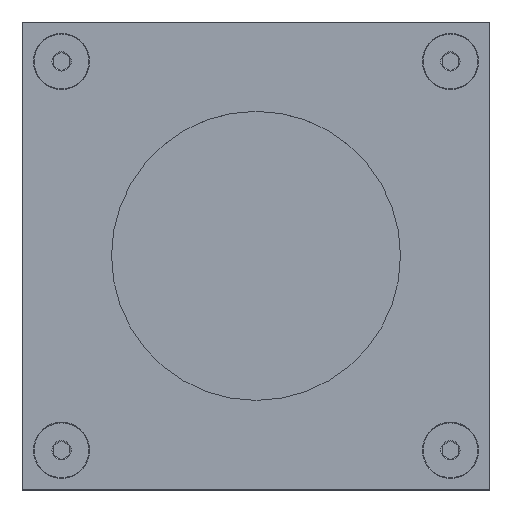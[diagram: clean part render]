
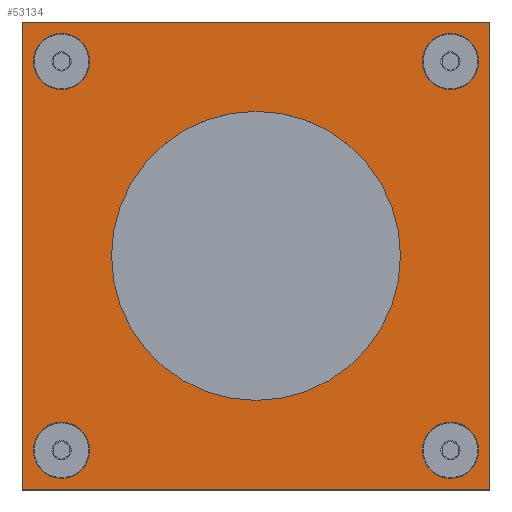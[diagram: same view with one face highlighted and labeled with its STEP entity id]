
A CAD part, top view. The second image highlights one B-rep face of the part: STEP entity #53134.
In plain terms, the highlighted planar face has unit normal (0, 0, 1).
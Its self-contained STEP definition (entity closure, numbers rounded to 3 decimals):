
#113 = CARTESIAN_POINT ( 'NONE',  ( -42.451, 52.603, 121.337 ) ) ;
#223 = VERTEX_POINT ( 'NONE', #49934 ) ;
#1106 = CARTESIAN_POINT ( 'NONE',  ( -105.758, 52.603, 121.337 ) ) ;
#1362 = EDGE_CURVE ( 'NONE', #31807, #26992, #9873, .T. ) ;
#1472 = VECTOR ( 'NONE', #28133, 1000. ) ;
#1551 = CIRCLE ( 'NONE', #45952, 5.347 ) ;
#1718 = EDGE_CURVE ( 'NONE', #40287, #42017, #9814, .T. ) ;
#2039 = DIRECTION ( 'NONE',  ( 1., 0., 0. ) ) ;
#2341 = VERTEX_POINT ( 'NONE', #12177 ) ;
#3049 = CIRCLE ( 'NONE', #11315, 5.347 ) ;
#4386 = CIRCLE ( 'NONE', #24670, 5.347 ) ;
#4812 = EDGE_LOOP ( 'NONE', ( #5930, #30588, #7914, #43271 ) ) ;
#4947 = FACE_OUTER_BOUND ( 'NONE', #4812, .T. ) ;
#5274 = EDGE_CURVE ( 'NONE', #39168, #43809, #40641, .T. ) ;
#5382 = CARTESIAN_POINT ( 'NONE',  ( -118.605, 60.103, 121.337 ) ) ;
#5930 = ORIENTED_EDGE ( 'NONE', *, *, #45089, .T. ) ;
#5976 = CARTESIAN_POINT ( 'NONE',  ( -111.105, -21.397, 121.337 ) ) ;
#6282 = LINE ( 'NONE', #38577, #49217 ) ;
#7130 = DIRECTION ( 'NONE',  ( 1., 0., 0. ) ) ;
#7482 = EDGE_CURVE ( 'NONE', #2341, #44926, #21437, .T. ) ;
#7806 = CARTESIAN_POINT ( 'NONE',  ( -101.605, 15.603, 121.337 ) ) ;
#7914 = ORIENTED_EDGE ( 'NONE', *, *, #53055, .T. ) ;
#9619 = DIRECTION ( 'NONE',  ( 0., 0., 1. ) ) ;
#9656 = DIRECTION ( 'NONE',  ( 1., 0., 0. ) ) ;
#9814 = LINE ( 'NONE', #13360, #17635 ) ;
#9873 = CIRCLE ( 'NONE', #11652, 5.347 ) ;
#10596 = ORIENTED_EDGE ( 'NONE', *, *, #45168, .F. ) ;
#11315 = AXIS2_PLACEMENT_3D ( 'NONE', #41992, #37827, #29985 ) ;
#11652 = AXIS2_PLACEMENT_3D ( 'NONE', #5976, #35804, #19017 ) ;
#11869 = CARTESIAN_POINT ( 'NONE',  ( -42.451, -21.397, 121.337 ) ) ;
#12035 = DIRECTION ( 'NONE',  ( 1., 0., 0. ) ) ;
#12177 = CARTESIAN_POINT ( 'NONE',  ( -31.758, -21.397, 121.337 ) ) ;
#12548 = DIRECTION ( 'NONE',  ( 1., 0., 0. ) ) ;
#12659 = CIRCLE ( 'NONE', #38010, 27.5 ) ;
#12728 = ORIENTED_EDGE ( 'NONE', *, *, #20476, .F. ) ;
#13360 = CARTESIAN_POINT ( 'NONE',  ( -118.605, 60.103, 121.337 ) ) ;
#13367 = AXIS2_PLACEMENT_3D ( 'NONE', #46258, #45897, #12548 ) ;
#13697 = CIRCLE ( 'NONE', #36091, 5.347 ) ;
#13847 = EDGE_LOOP ( 'NONE', ( #26993, #39533 ) ) ;
#15422 = CARTESIAN_POINT ( 'NONE',  ( -74.105, 15.603, 121.337 ) ) ;
#17024 = DIRECTION ( 'NONE',  ( 0., 0., 1. ) ) ;
#17635 = VECTOR ( 'NONE', #26115, 1000. ) ;
#18344 = DIRECTION ( 'NONE',  ( 0., 1., 0. ) ) ;
#18716 = CARTESIAN_POINT ( 'NONE',  ( -31.758, 52.603, 121.337 ) ) ;
#18856 = CARTESIAN_POINT ( 'NONE',  ( -105.758, -21.397, 121.337 ) ) ;
#19017 = DIRECTION ( 'NONE',  ( 1., 0., 0. ) ) ;
#19131 = VERTEX_POINT ( 'NONE', #113 ) ;
#20412 = VERTEX_POINT ( 'NONE', #7806 ) ;
#20476 = EDGE_CURVE ( 'NONE', #26992, #31807, #3049, .T. ) ;
#20831 = CARTESIAN_POINT ( 'NONE',  ( -111.105, 52.603, 121.337 ) ) ;
#20920 = DIRECTION ( 'NONE',  ( 0., 0., 1. ) ) ;
#21299 = ORIENTED_EDGE ( 'NONE', *, *, #5274, .F. ) ;
#21437 = CIRCLE ( 'NONE', #13367, 5.347 ) ;
#22296 = EDGE_CURVE ( 'NONE', #19131, #41609, #1551, .T. ) ;
#22439 = ORIENTED_EDGE ( 'NONE', *, *, #1362, .F. ) ;
#23168 = DIRECTION ( 'NONE',  ( 0., 0., 1. ) ) ;
#23514 = DIRECTION ( 'NONE',  ( 0., 0., 1. ) ) ;
#24415 = CARTESIAN_POINT ( 'NONE',  ( -74.105, 15.603, 121.337 ) ) ;
#24670 = AXIS2_PLACEMENT_3D ( 'NONE', #45974, #37784, #41938 ) ;
#24870 = CARTESIAN_POINT ( 'NONE',  ( -116.451, 52.603, 121.337 ) ) ;
#26115 = DIRECTION ( 'NONE',  ( -1., 0., 0. ) ) ;
#26992 = VERTEX_POINT ( 'NONE', #30463 ) ;
#26993 = ORIENTED_EDGE ( 'NONE', *, *, #42185, .F. ) ;
#27200 = CIRCLE ( 'NONE', #47822, 5.347 ) ;
#27317 = DIRECTION ( 'NONE',  ( 1., 0., 0. ) ) ;
#27841 = VECTOR ( 'NONE', #38636, 1000. ) ;
#28101 = EDGE_CURVE ( 'NONE', #42163, #20412, #12659, .T. ) ;
#28133 = DIRECTION ( 'NONE',  ( 1., 0., 0. ) ) ;
#29985 = DIRECTION ( 'NONE',  ( 1., 0., 0. ) ) ;
#30418 = DIRECTION ( 'NONE',  ( 0., 0., 1. ) ) ;
#30463 = CARTESIAN_POINT ( 'NONE',  ( -116.451, -21.397, 121.337 ) ) ;
#30588 = ORIENTED_EDGE ( 'NONE', *, *, #43181, .T. ) ;
#31605 = ORIENTED_EDGE ( 'NONE', *, *, #7482, .F. ) ;
#31807 = VERTEX_POINT ( 'NONE', #18856 ) ;
#32085 = EDGE_CURVE ( 'NONE', #41609, #19131, #4386, .T. ) ;
#34658 = LINE ( 'NONE', #36493, #1472 ) ;
#35146 = AXIS2_PLACEMENT_3D ( 'NONE', #20831, #17024, #46006 ) ;
#35546 = CARTESIAN_POINT ( 'NONE',  ( -111.105, 52.603, 121.337 ) ) ;
#35804 = DIRECTION ( 'NONE',  ( 0., 0., 1. ) ) ;
#36091 = AXIS2_PLACEMENT_3D ( 'NONE', #43929, #23168, #52343 ) ;
#36493 = CARTESIAN_POINT ( 'NONE',  ( -118.605, -28.897, 121.337 ) ) ;
#37267 = EDGE_CURVE ( 'NONE', #44926, #2341, #13697, .T. ) ;
#37784 = DIRECTION ( 'NONE',  ( 0., 0., 1. ) ) ;
#37827 = DIRECTION ( 'NONE',  ( 0., 0., 1. ) ) ;
#38010 = AXIS2_PLACEMENT_3D ( 'NONE', #15422, #23514, #7130 ) ;
#38158 = FACE_BOUND ( 'NONE', #46193, .T. ) ;
#38577 = CARTESIAN_POINT ( 'NONE',  ( -29.605, 60.103, 121.337 ) ) ;
#38636 = DIRECTION ( 'NONE',  ( 0., -1., 0. ) ) ;
#39168 = VERTEX_POINT ( 'NONE', #1106 ) ;
#39533 = ORIENTED_EDGE ( 'NONE', *, *, #28101, .F. ) ;
#39721 = ORIENTED_EDGE ( 'NONE', *, *, #37267, .F. ) ;
#40009 = CIRCLE ( 'NONE', #45820, 27.5 ) ;
#40287 = VERTEX_POINT ( 'NONE', #45997 ) ;
#40641 = CIRCLE ( 'NONE', #35146, 5.347 ) ;
#41609 = VERTEX_POINT ( 'NONE', #18716 ) ;
#41938 = DIRECTION ( 'NONE',  ( 1., 0., 0. ) ) ;
#41992 = CARTESIAN_POINT ( 'NONE',  ( -111.105, -21.397, 121.337 ) ) ;
#42017 = VERTEX_POINT ( 'NONE', #47566 ) ;
#42163 = VERTEX_POINT ( 'NONE', #48639 ) ;
#42185 = EDGE_CURVE ( 'NONE', #20412, #42163, #40009, .T. ) ;
#42833 = ORIENTED_EDGE ( 'NONE', *, *, #22296, .F. ) ;
#43181 = EDGE_CURVE ( 'NONE', #223, #53653, #34658, .T. ) ;
#43271 = ORIENTED_EDGE ( 'NONE', *, *, #1718, .T. ) ;
#43365 = CARTESIAN_POINT ( 'NONE',  ( -29.605, -28.897, 121.337 ) ) ;
#43809 = VERTEX_POINT ( 'NONE', #24870 ) ;
#43929 = CARTESIAN_POINT ( 'NONE',  ( -37.105, -21.397, 121.337 ) ) ;
#44279 = ORIENTED_EDGE ( 'NONE', *, *, #32085, .F. ) ;
#44626 = FACE_BOUND ( 'NONE', #13847, .T. ) ;
#44926 = VERTEX_POINT ( 'NONE', #11869 ) ;
#45089 = EDGE_CURVE ( 'NONE', #42017, #223, #49981, .T. ) ;
#45168 = EDGE_CURVE ( 'NONE', #43809, #39168, #27200, .T. ) ;
#45820 = AXIS2_PLACEMENT_3D ( 'NONE', #24415, #20920, #12035 ) ;
#45897 = DIRECTION ( 'NONE',  ( 0., 0., 1. ) ) ;
#45952 = AXIS2_PLACEMENT_3D ( 'NONE', #46976, #30418, #9656 ) ;
#45974 = CARTESIAN_POINT ( 'NONE',  ( -37.105, 52.603, 121.337 ) ) ;
#45997 = CARTESIAN_POINT ( 'NONE',  ( -29.605, 60.103, 121.337 ) ) ;
#46006 = DIRECTION ( 'NONE',  ( 1., 0., 0. ) ) ;
#46193 = EDGE_LOOP ( 'NONE', ( #21299, #10596 ) ) ;
#46258 = CARTESIAN_POINT ( 'NONE',  ( -37.105, -21.397, 121.337 ) ) ;
#46976 = CARTESIAN_POINT ( 'NONE',  ( -37.105, 52.603, 121.337 ) ) ;
#47566 = CARTESIAN_POINT ( 'NONE',  ( -118.605, 60.103, 121.337 ) ) ;
#47822 = AXIS2_PLACEMENT_3D ( 'NONE', #35546, #48239, #27317 ) ;
#48107 = EDGE_LOOP ( 'NONE', ( #22439, #12728 ) ) ;
#48239 = DIRECTION ( 'NONE',  ( 0., 0., 1. ) ) ;
#48639 = CARTESIAN_POINT ( 'NONE',  ( -46.605, 15.603, 121.337 ) ) ;
#48713 = EDGE_LOOP ( 'NONE', ( #31605, #39721 ) ) ;
#49217 = VECTOR ( 'NONE', #18344, 1000. ) ;
#49934 = CARTESIAN_POINT ( 'NONE',  ( -118.605, -28.897, 121.337 ) ) ;
#49981 = LINE ( 'NONE', #5382, #27841 ) ;
#50499 = FACE_BOUND ( 'NONE', #48713, .T. ) ;
#51327 = CARTESIAN_POINT ( 'NONE',  ( -118.605, -28.897, 121.337 ) ) ;
#51518 = PLANE ( 'NONE',  #53545 ) ;
#51737 = EDGE_LOOP ( 'NONE', ( #44279, #42833 ) ) ;
#51842 = FACE_BOUND ( 'NONE', #51737, .T. ) ;
#52343 = DIRECTION ( 'NONE',  ( 1., 0., 0. ) ) ;
#52467 = FACE_BOUND ( 'NONE', #48107, .T. ) ;
#53055 = EDGE_CURVE ( 'NONE', #53653, #40287, #6282, .T. ) ;
#53134 = ADVANCED_FACE ( 'NONE', ( #38158, #51842, #50499, #52467, #4947, #44626 ), #51518, .T. ) ;
#53545 = AXIS2_PLACEMENT_3D ( 'NONE', #51327, #9619, #2039 ) ;
#53653 = VERTEX_POINT ( 'NONE', #43365 ) ;
